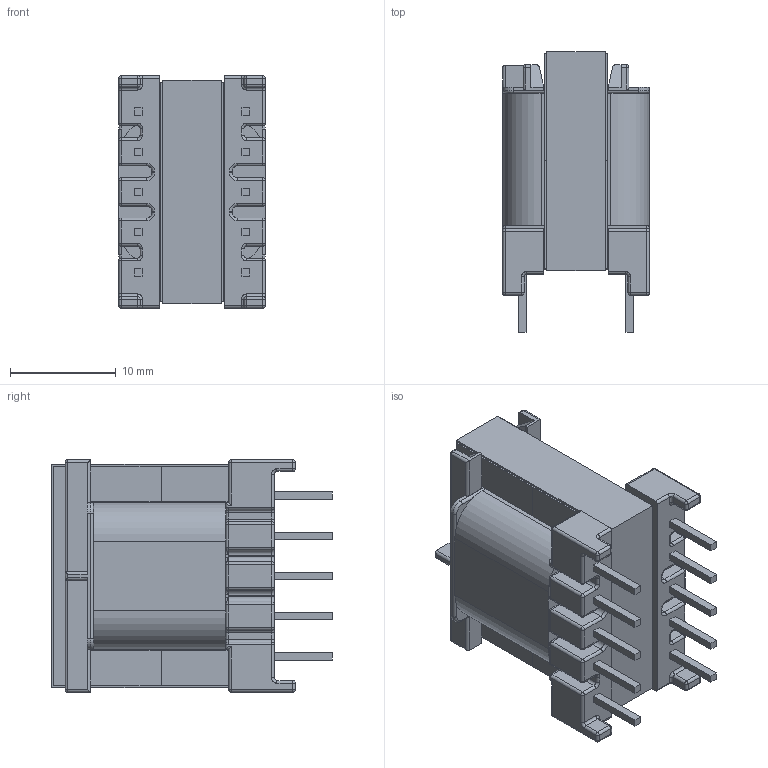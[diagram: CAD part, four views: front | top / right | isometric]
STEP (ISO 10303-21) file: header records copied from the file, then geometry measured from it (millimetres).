
FILE_DESCRIPTION (( 'STEP AP214' ), '1' );
FILE_NAME ('EE20-10-6_5248.STEP', '2019-01-31T16:58:01', ( '' ), ( '' ), 'SwSTEP 2.0', 'SolidWorks 2017', '' );
FILE_SCHEMA (( 'AUTOMOTIVE_DESIGN' ));
Length unit declared in the file: millimetre
Products named in the file (5): 440-9987-2107; 150-2107_6B; 070-5248_coil; 070-5248_6C; EE20-10-6_5248
Assembly tree (5 placements, depth 2):
  EE20-10-6_5248
    070-5248_6C
    070-5248_coil
    150-2107_6B  x2
    440-9987-2107
Bounding box: 13.9 x 26.56 x 22 mm (x, y, z)
Volume: 4698.3 mm3; surface area: 6301.4 mm2
Topology: 5 solids, 5 shells, 529 faces, 1280 edges, 706 vertices
Faces by surface type: plane 205, cylinder 204, sphere 56, torus 56, bspline 8
Entity records: 15522 total; most frequent: CARTESIAN_POINT 2735, DIRECTION 2608, ORIENTED_EDGE 2360, EDGE_CURVE 1180, AXIS2_PLACEMENT_3D 947, VECTOR 714, LINE 714, VERTEX_POINT 682
